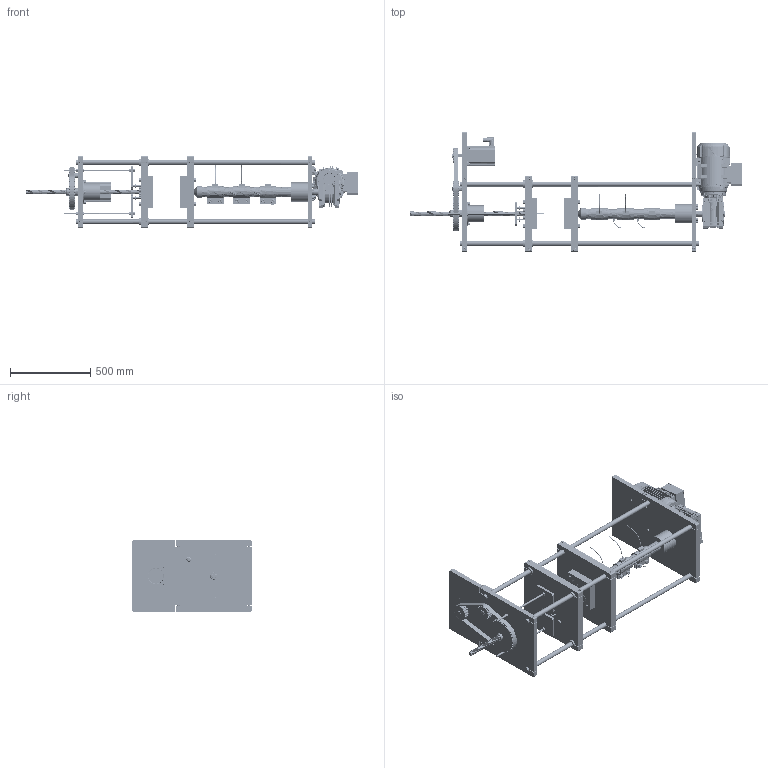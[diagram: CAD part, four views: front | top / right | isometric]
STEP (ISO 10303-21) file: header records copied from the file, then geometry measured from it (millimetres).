
FILE_DESCRIPTION(('FreeCAD Model'),'2;1');
FILE_NAME('Open CASCADE Shape Model','2025-04-29T22:50:07',('FreeCAD'),( 'FreeCAD'),'Open CASCADE STEP processor 7.6','FreeCAD','Unknown');
FILE_SCHEMA(('AUTOMOTIVE_DESIGN { 1 0 10303 214 1 1 1 1 }'));
Products named in the file (1): Open CASCADE STEP translator 7.6 1
Bounding box: 2074.05 x 747.13 x 448.28 mm (x, y, z)
Volume: 69626434.6 mm3; surface area: 6681861.8 mm2
Topology: 173 solids, 184 shells, 8171 faces, 20825 edges, 13188 vertices
Faces by surface type: bspline 8171
Entity records: 322150 total; most frequent: CARTESIAN_POINT 204926, ORIENTED_EDGE 41246, EDGE_CURVE 20623, VERTEX_POINT 13188, B_SPLINE_CURVE_WITH_KNOTS 12236, FACE_BOUND 9015, EDGE_LOOP 9015, ADVANCED_FACE 8171
